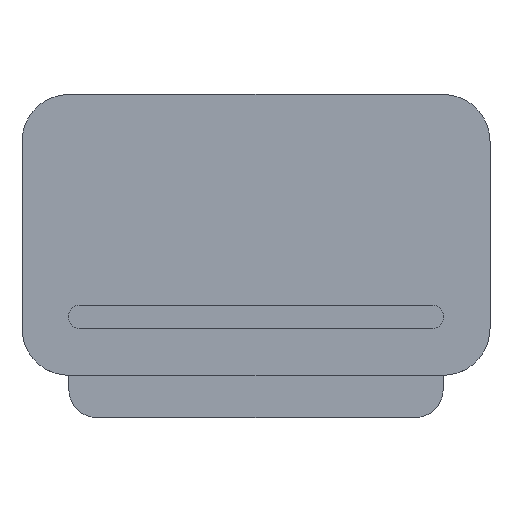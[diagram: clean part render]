
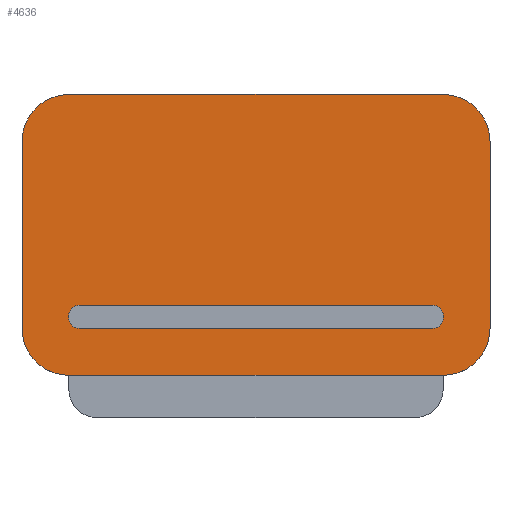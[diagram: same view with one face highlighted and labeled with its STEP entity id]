
A CAD part, top view. The second image highlights one B-rep face of the part: STEP entity #4636.
In plain terms, the highlighted face is planar.
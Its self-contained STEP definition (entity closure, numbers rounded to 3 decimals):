
#209=CIRCLE('',#4942,10.);
#210=CIRCLE('',#4945,10.);
#211=CIRCLE('',#4948,10.);
#212=CIRCLE('',#4951,10.);
#485=FACE_OUTER_BOUND('',#767,.T.);
#767=EDGE_LOOP('',(#4103,#4104,#4105,#4106,#4107,#4108,#4109,#4110));
#1277=LINE('',#7813,#1806);
#1281=LINE('',#7822,#1810);
#1284=LINE('',#7830,#1813);
#1287=LINE('',#7838,#1816);
#1806=VECTOR('',#5930,10.);
#1810=VECTOR('',#5940,10.);
#1813=VECTOR('',#5949,10.);
#1816=VECTOR('',#5958,10.);
#2238=VERTEX_POINT('',#7811);
#2239=VERTEX_POINT('',#7812);
#2240=VERTEX_POINT('',#7817);
#2241=VERTEX_POINT('',#7821);
#2242=VERTEX_POINT('',#7825);
#2243=VERTEX_POINT('',#7829);
#2244=VERTEX_POINT('',#7833);
#2245=VERTEX_POINT('',#7837);
#2855=EDGE_CURVE('',#2238,#2239,#1277,.T.);
#2858=EDGE_CURVE('',#2238,#2240,#209,.T.);
#2860=EDGE_CURVE('',#2240,#2241,#1281,.T.);
#2862=EDGE_CURVE('',#2241,#2242,#210,.T.);
#2864=EDGE_CURVE('',#2242,#2243,#1284,.T.);
#2866=EDGE_CURVE('',#2243,#2244,#211,.T.);
#2868=EDGE_CURVE('',#2245,#2244,#1287,.T.);
#2870=EDGE_CURVE('',#2245,#2239,#212,.T.);
#4103=ORIENTED_EDGE('',*,*,#2870,.T.);
#4104=ORIENTED_EDGE('',*,*,#2855,.F.);
#4105=ORIENTED_EDGE('',*,*,#2858,.T.);
#4106=ORIENTED_EDGE('',*,*,#2860,.T.);
#4107=ORIENTED_EDGE('',*,*,#2862,.T.);
#4108=ORIENTED_EDGE('',*,*,#2864,.T.);
#4109=ORIENTED_EDGE('',*,*,#2866,.T.);
#4110=ORIENTED_EDGE('',*,*,#2868,.F.);
#4392=PLANE('',#4958);
#4636=ADVANCED_FACE('',(#485),#4392,.T.);
#4942=AXIS2_PLACEMENT_3D('',#7818,#5935,#5936);
#4945=AXIS2_PLACEMENT_3D('',#7826,#5944,#5945);
#4948=AXIS2_PLACEMENT_3D('',#7834,#5953,#5954);
#4951=AXIS2_PLACEMENT_3D('',#7841,#5962,#5963);
#4958=AXIS2_PLACEMENT_3D('',#7852,#5978,#5979);
#5930=DIRECTION('',(0.,0.,-1.));
#5935=DIRECTION('center_axis',(-1.,0.,0.));
#5936=DIRECTION('ref_axis',(0.,-1.,0.));
#5940=DIRECTION('',(0.,1.,0.));
#5944=DIRECTION('center_axis',(-1.,0.,0.));
#5945=DIRECTION('ref_axis',(0.,0.,1.));
#5949=DIRECTION('',(0.,0.,-1.));
#5953=DIRECTION('center_axis',(-1.,0.,0.));
#5954=DIRECTION('ref_axis',(0.,1.,0.));
#5958=DIRECTION('',(0.,1.,0.));
#5962=DIRECTION('center_axis',(-1.,0.,0.));
#5963=DIRECTION('ref_axis',(0.,0.,-1.));
#5978=DIRECTION('center_axis',(-1.,0.,0.));
#5979=DIRECTION('ref_axis',(0.,0.,1.));
#7811=CARTESIAN_POINT('',(-31.5,-21.,40.));
#7812=CARTESIAN_POINT('',(-31.5,-21.,-40.));
#7813=CARTESIAN_POINT('',(-31.5,-21.,0.));
#7817=CARTESIAN_POINT('',(-31.5,-11.,50.));
#7818=CARTESIAN_POINT('Origin',(-31.5,-11.,40.));
#7821=CARTESIAN_POINT('',(-31.5,29.,50.));
#7822=CARTESIAN_POINT('',(-31.5,-11.,50.));
#7825=CARTESIAN_POINT('',(-31.5,39.,40.));
#7826=CARTESIAN_POINT('Origin',(-31.5,29.,40.));
#7829=CARTESIAN_POINT('',(-31.5,39.,-40.));
#7830=CARTESIAN_POINT('',(-31.5,39.,40.));
#7833=CARTESIAN_POINT('',(-31.5,29.,-50.));
#7834=CARTESIAN_POINT('Origin',(-31.5,29.,-40.));
#7837=CARTESIAN_POINT('',(-31.5,-11.,-50.));
#7838=CARTESIAN_POINT('',(-31.5,-11.,-50.));
#7841=CARTESIAN_POINT('Origin',(-31.5,-11.,-40.));
#7852=CARTESIAN_POINT('Origin',(-31.5,19.,-42.5));
